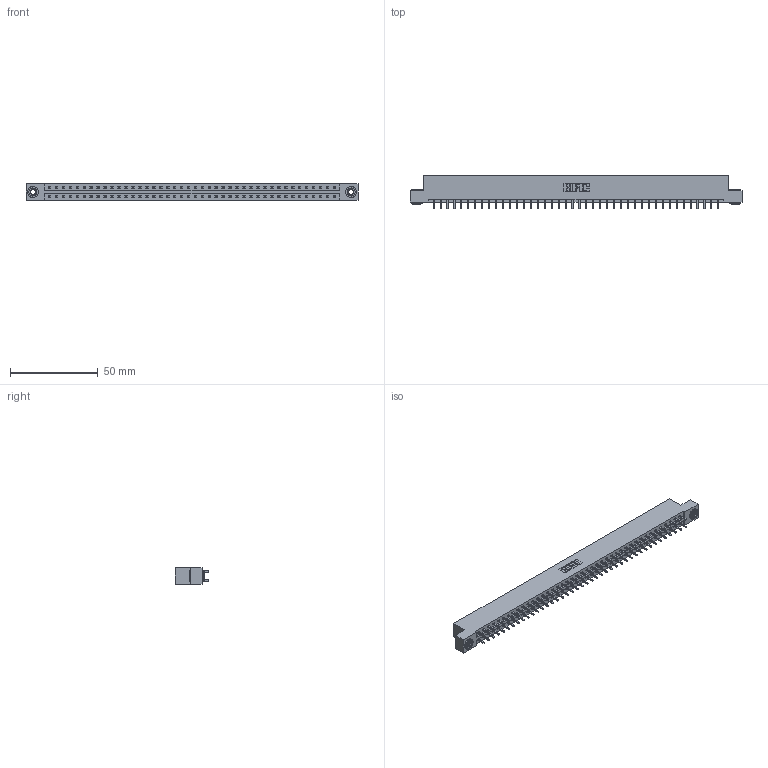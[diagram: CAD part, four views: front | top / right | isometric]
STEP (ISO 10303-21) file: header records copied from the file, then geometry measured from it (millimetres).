
FILE_DESCRIPTION (( 'STEP AP203' ), '1' );
FILE_NAME ('337-084-521-203.STEP', '2019-10-10T13:44:46', ( '' ), ( '' ), 'SwSTEP 2.0', 'SolidWorks 2016', '' );
FILE_SCHEMA (( 'CONFIG_CONTROL_DESIGN' ));
Length unit declared in the file: inch
Products named in the file (4): 345-292-001_345-293-121; 345-250-002_345-250-002-102; 337 Part_Flush Mounting Lugs - 0.156 Dia-TH; 337-084-521-203
Assembly tree (87 placements, depth 2):
  337-084-521-203
    337 Part_Flush Mounting Lugs - 0.156 Dia-TH
    345-292-001_345-293-121  x84
    345-250-002_345-250-002-102  x2
Bounding box: 189.43 x 19.06 x 9.4 mm (x, y, z)
Volume: 19949.1 mm3; surface area: 22527.9 mm2
Topology: 87 solids, 87 shells, 4688 faces, 13911 edges, 9158 vertices
Faces by surface type: plane 3272, cylinder 1408, cone 8
Entity records: 33232 total; most frequent: CARTESIAN_POINT 5573, ORIENTED_EDGE 5502, DIRECTION 4773, EDGE_CURVE 2751, VECTOR 2599, LINE 2599, VERTEX_POINT 1830, AXIS2_PLACEMENT_3D 1087
